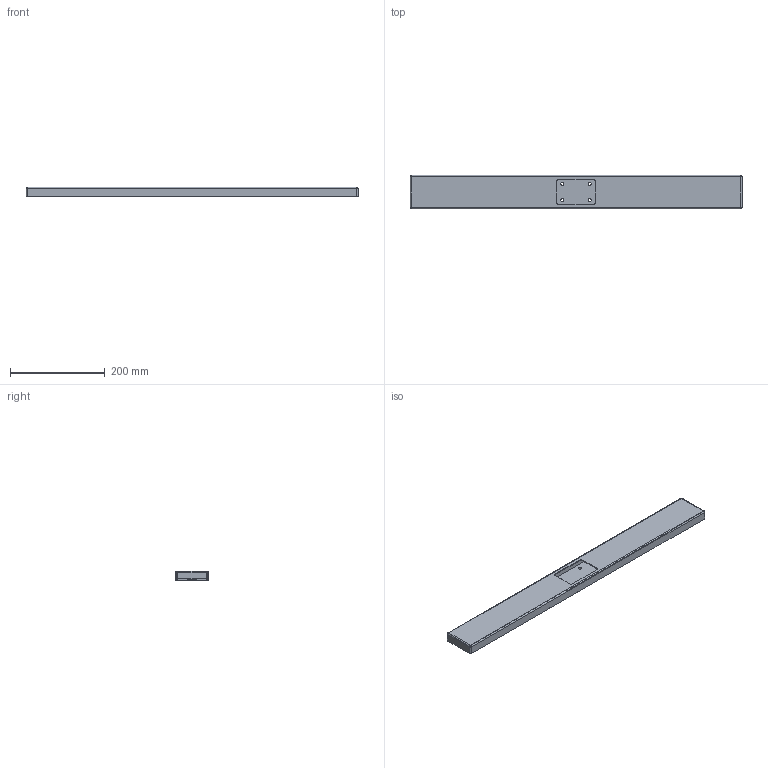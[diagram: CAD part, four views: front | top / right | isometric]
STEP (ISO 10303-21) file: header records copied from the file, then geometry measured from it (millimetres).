
FILE_DESCRIPTION((''),'2;1');
FILE_NAME('JC35TS-0143','2021-01-06T16:59:35',('sa'),('捷昌驱动'),'CREO PARAMETRIC BY PTC INC, 2018100','CREO PARAMETRIC BY PTC INC, 2018100','');
FILE_SCHEMA(('CONFIG_CONTROL_DESIGN'));
Length unit declared in the file: millimetre
Products named in the file (1): JC35TS-0143
Bounding box: 700 x 70 x 20 mm (x, y, z)
Volume: 393454 mm3; surface area: 279571.1 mm2
Topology: 2 solids, 4 shells, 146 faces, 360 edges, 220 vertices
Faces by surface type: plane 98, cylinder 40, sphere 8
Entity records: 4291 total; most frequent: DIRECTION 734, CARTESIAN_POINT 727, ORIENTED_EDGE 712, EDGE_CURVE 360, VECTOR 280, LINE 280, AXIS2_PLACEMENT_3D 227, VERTEX_POINT 220
